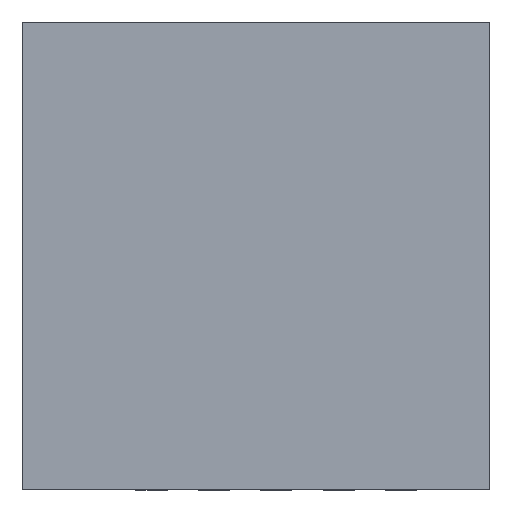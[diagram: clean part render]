
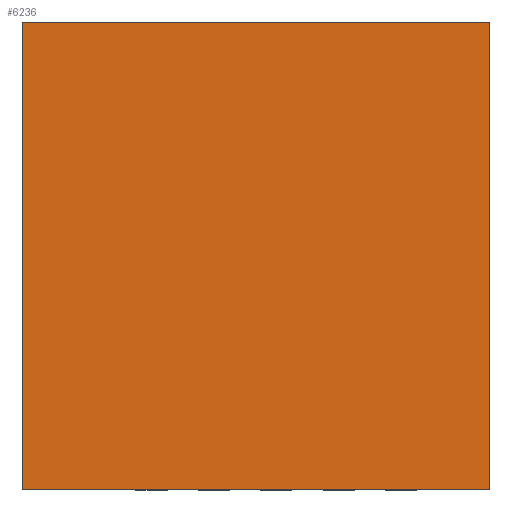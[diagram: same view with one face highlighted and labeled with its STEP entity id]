
A CAD part, top view. The second image highlights one B-rep face of the part: STEP entity #6236.
In plain terms, the highlighted face is planar.
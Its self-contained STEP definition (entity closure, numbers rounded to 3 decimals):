
#2621=DIRECTION('',(0.,0.,1.));
#2622=VECTOR('',#2621,3.);
#2623=CARTESIAN_POINT('',(-1.5,0.775,-1.5));
#2624=LINE('',#2623,#2622);
#2628=DIRECTION('',(-1.,0.,0.));
#2629=VECTOR('',#2628,3.);
#2630=CARTESIAN_POINT('',(1.5,0.775,-1.5));
#2631=LINE('',#2630,#2629);
#2635=DIRECTION('',(0.,0.,-1.));
#2636=VECTOR('',#2635,3.);
#2637=CARTESIAN_POINT('',(1.5,0.775,1.5));
#2638=LINE('',#2637,#2636);
#2642=DIRECTION('',(1.,0.,0.));
#2643=VECTOR('',#2642,3.);
#2644=CARTESIAN_POINT('',(-1.5,0.775,1.5));
#2645=LINE('',#2644,#2643);
#3496=CARTESIAN_POINT('',(-1.5,0.775,-1.5));
#3497=CARTESIAN_POINT('',(-1.5,0.775,1.5));
#3498=VERTEX_POINT('',#3496);
#3499=VERTEX_POINT('',#3497);
#3500=CARTESIAN_POINT('',(1.5,0.775,1.5));
#3501=VERTEX_POINT('',#3500);
#3502=CARTESIAN_POINT('',(1.5,0.775,-1.5));
#3503=VERTEX_POINT('',#3502);
#6225=CARTESIAN_POINT('',(0.,0.775,0.));
#6226=DIRECTION('',(0.,1.,0.));
#6227=DIRECTION('',(1.,0.,0.));
#6228=AXIS2_PLACEMENT_3D('',#6225,#6226,#6227);
#6229=PLANE('',#6228);
#6230=ORIENTED_EDGE('',*,*,#4927,.F.);
#6231=ORIENTED_EDGE('',*,*,#5918,.F.);
#6232=ORIENTED_EDGE('',*,*,#4409,.F.);
#6233=ORIENTED_EDGE('',*,*,#6181,.F.);
#6234=EDGE_LOOP('',(#6230,#6231,#6232,#6233));
#6235=FACE_OUTER_BOUND('',#6234,.F.);
#6236=ADVANCED_FACE('',(#6235),#6229,.T.);
#4409=EDGE_CURVE('',#3501,#3503,#2638,.T.);
#4927=EDGE_CURVE('',#3498,#3499,#2624,.T.);
#5918=EDGE_CURVE('',#3503,#3498,#2631,.T.);
#6181=EDGE_CURVE('',#3499,#3501,#2645,.T.);
